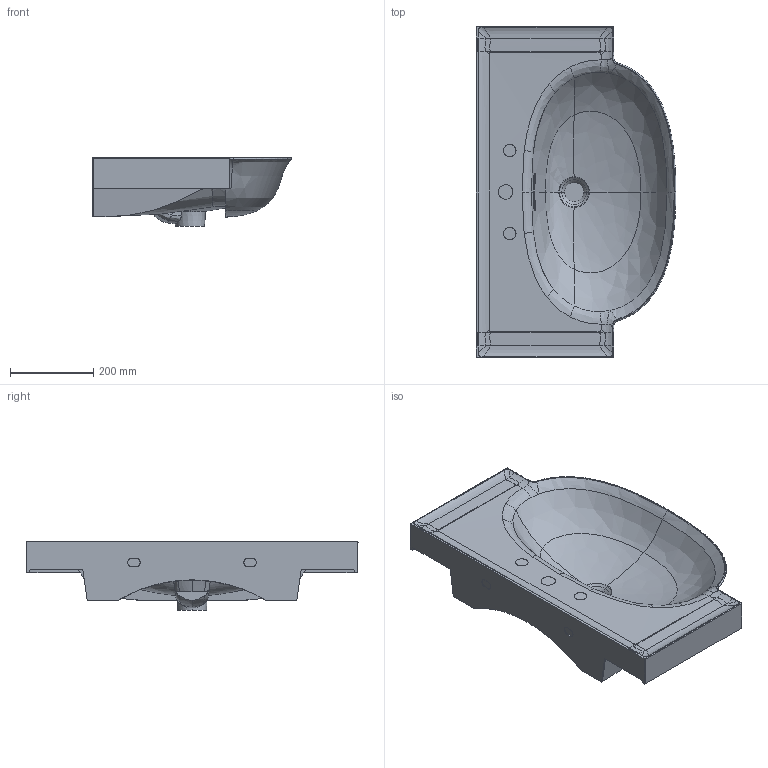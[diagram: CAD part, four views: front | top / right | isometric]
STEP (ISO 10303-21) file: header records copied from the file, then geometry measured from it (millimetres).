
FILE_DESCRIPTION(('CATIA V5 STEP Exchange'),'2;1');
FILE_NAME('HY13855BIM.stp','2018-05-24T11:34:52+00:00',('none'),('none'),'CATIA Version 5-6 Release 2016 SP4','CATIA V5 STEP AP203','none');
FILE_SCHEMA(('CONFIG_CONTROL_DESIGN'));
Products named in the file (1): HY13855......1_A.01
Bounding box: 481.1 x 799.92 x 165 mm (x, y, z)
Volume: 14003583.2 mm3; surface area: 1159016.5 mm2
Topology: 3 solids, 3 shells, 303 faces, 751 edges, 469 vertices
Faces by surface type: bspline 160, plane 84, cylinder 28, extrusion 17, cone 12, torus 2
Entity records: 65839 total; most frequent: CARTESIAN_POINT 60354, ORIENTED_EDGE 1490, EDGE_CURVE 745, B_SPLINE_CURVE_WITH_KNOTS 522, VERTEX_POINT 460, DIRECTION 426, EDGE_LOOP 315, ADVANCED_FACE 303
